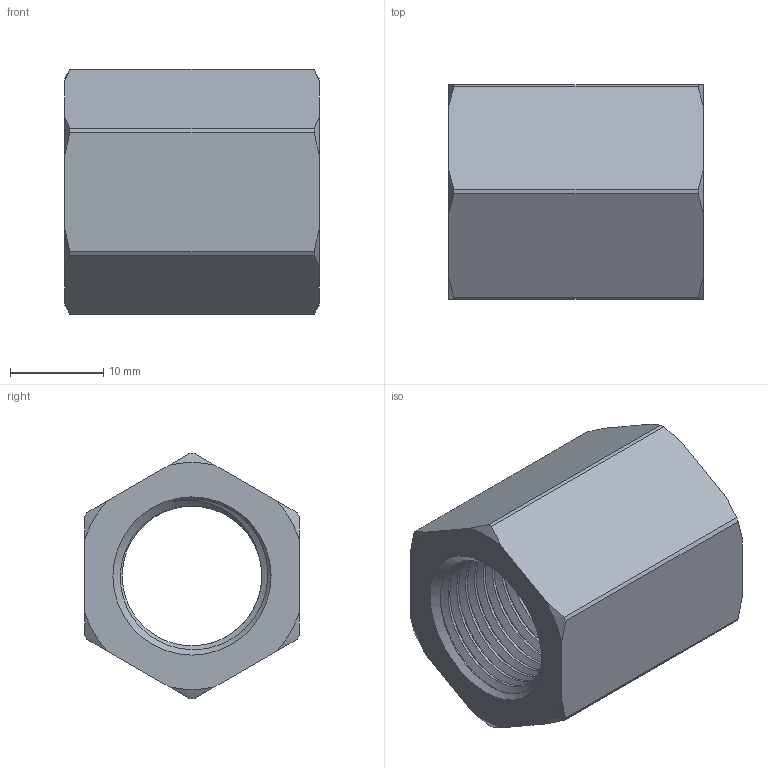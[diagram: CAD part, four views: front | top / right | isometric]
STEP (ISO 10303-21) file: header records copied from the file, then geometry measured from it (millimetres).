
FILE_DESCRIPTION(/* description */ ('Unknown'),/* implementation_level */ '2;1');
FILE_NAME(/* name */ '20201105-R-406-L-013-socket-DN10',/* time_stamp */ '2020-11-05T15:00:04+08:00',/* author */ ('Unknown'),/* organization */ ('Unknown'),/* preprocessor_version */ 'ST-DEVELOPER v16.7',/* originating_system */ 'DEX',/* authorisation */ $);
FILE_SCHEMA (('AUTOMOTIVE_DESIGN {1 0 10303 214 3 1 1}'));
Length unit declared in the file: millimetre
Products named in the file (1): R-406-DN10
Bounding box: 27.3 x 23 x 26.3 mm (x, y, z)
Volume: 7358.2 mm3; surface area: 4662.2 mm2
Topology: 1 solids, 1 shells, 51 faces, 191 edges, 142 vertices
Faces by surface type: cylinder 23, cone 14, plane 10, bspline 4
Full cylindrical faces by diameter (mm): 14.95 x13
Entity records: 7158 total; most frequent: CARTESIAN_POINT 5921, ORIENTED_EDGE 348, EDGE_CURVE 174, DIRECTION 172, VERTEX_POINT 142, AXIS2_PLACEMENT_3D 70, EDGE_LOOP 42, FACE_BOUND 42
